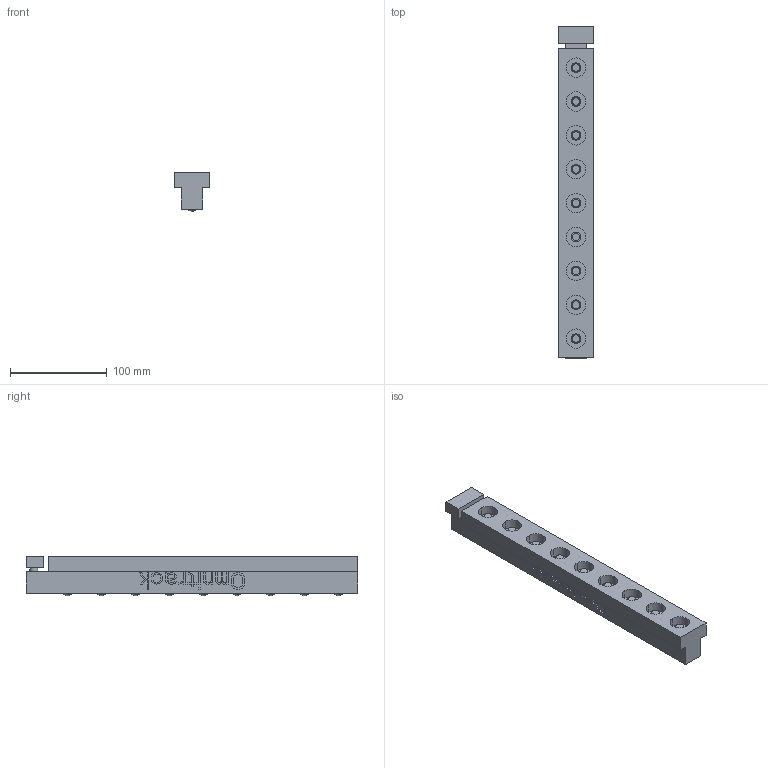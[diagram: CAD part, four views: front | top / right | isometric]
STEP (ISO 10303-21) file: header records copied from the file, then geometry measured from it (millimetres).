
FILE_DESCRIPTION((''),'2;1');
FILE_NAME('T22','2014-08-22T',('Justin'),(''),'PRO/ENGINEER BY PARAMETRIC TECHNOLOGY CORPORATION, 2009440','PRO/ENGINEER BY PARAMETRIC TECHNOLOGY CORPORATION, 2009440','');
FILE_SCHEMA(('CONFIG_CONTROL_DESIGN'));
Length unit declared in the file: millimetre
Products named in the file (1): T22
Bounding box: 37 x 343 x 40.6 mm (x, y, z)
Volume: 332281.8 mm3; surface area: 69498.5 mm2
Topology: 1 solids, 1 shells, 698 faces, 1864 edges, 1233 vertices
Faces by surface type: plane 584, cylinder 78, sphere 18, cone 18
Entity records: 21412 total; most frequent: CARTESIAN_POINT 3777, ORIENTED_EDGE 3692, DIRECTION 3470, EDGE_CURVE 1846, VECTOR 1618, LINE 1618, VERTEX_POINT 1233, AXIS2_PLACEMENT_3D 926
